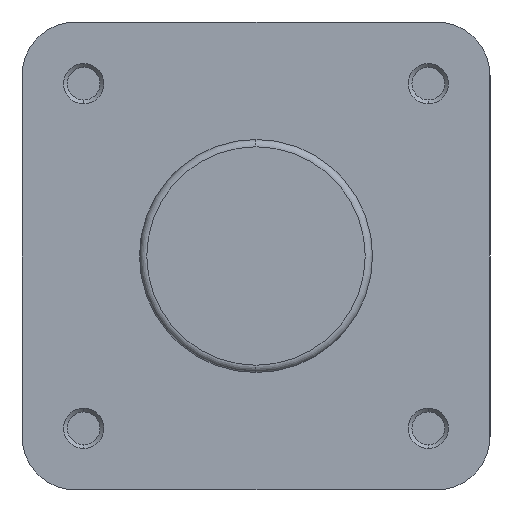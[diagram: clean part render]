
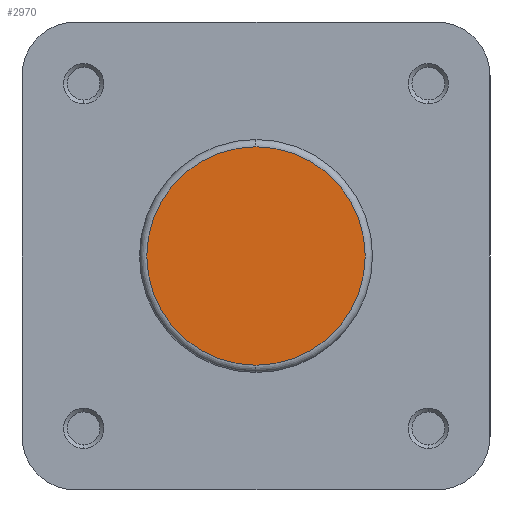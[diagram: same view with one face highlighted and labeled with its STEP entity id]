
A CAD part, left-side view. The second image highlights one B-rep face of the part: STEP entity #2970.
In plain terms, the highlighted planar face has unit normal (-1, 0, 0).
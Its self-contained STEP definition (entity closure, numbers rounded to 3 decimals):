
#290 = ORIENTED_EDGE ( 'NONE', *, *, #2644, .T. ) ;
#291 = ORIENTED_EDGE ( 'NONE', *, *, #2676, .T. ) ;
#1844 = CARTESIAN_POINT ( 'NONE',  ( 0., 0., -22.4 ) ) ;
#1897 = CARTESIAN_POINT ( 'NONE',  ( 0., 0., 22.4 ) ) ;
#2525 = EDGE_LOOP ( 'NONE', ( #291, #290 ) ) ;
#2644 = EDGE_CURVE ( 'NONE', #6283, #6222, #5025, .T. ) ;
#2676 = EDGE_CURVE ( 'NONE', #6222, #6283, #5076, .T. ) ;
#2970 = ADVANCED_FACE ( 'NONE', ( #5558 ), #4101, .F. ) ;
#3236 = CARTESIAN_POINT ( 'NONE',  ( 0., 0., 0. ) ) ;
#3237 = DIRECTION ( 'NONE',  ( -1., 0., 0. ) ) ;
#3238 = DIRECTION ( 'NONE',  ( 0., 0., -1. ) ) ;
#3305 = CARTESIAN_POINT ( 'NONE',  ( 0., 0., 0. ) ) ;
#3315 = DIRECTION ( 'NONE',  ( -1., 0., 0. ) ) ;
#3316 = DIRECTION ( 'NONE',  ( 0., 0., -1. ) ) ;
#4101 = PLANE ( 'NONE',  #4394 ) ;
#4108 = CARTESIAN_POINT ( 'NONE',  ( 0., 23.9, 0. ) ) ;
#4117 = DIRECTION ( 'NONE',  ( 1., 0., 0. ) ) ;
#4118 = DIRECTION ( 'NONE',  ( 0., 0., -1. ) ) ;
#4394 = AXIS2_PLACEMENT_3D ( 'NONE', #4108, #4117, #4118 ) ;
#5025 = CIRCLE ( 'NONE', #5995, 22.4 ) ;
#5076 = CIRCLE ( 'NONE', #5977, 22.4 ) ;
#5558 = FACE_OUTER_BOUND ( 'NONE', #2525, .T. ) ;
#5977 = AXIS2_PLACEMENT_3D ( 'NONE', #3305, #3315, #3316 ) ;
#5995 = AXIS2_PLACEMENT_3D ( 'NONE', #3236, #3237, #3238 ) ;
#6222 = VERTEX_POINT ( 'NONE', #1844 ) ;
#6283 = VERTEX_POINT ( 'NONE', #1897 ) ;
